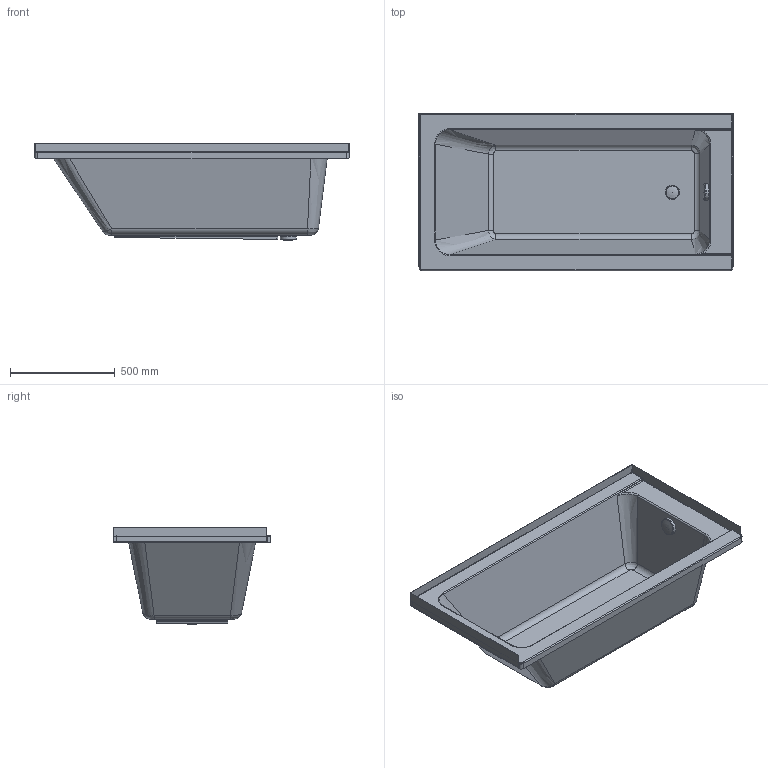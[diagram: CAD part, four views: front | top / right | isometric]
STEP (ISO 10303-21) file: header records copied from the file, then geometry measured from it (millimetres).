
FILE_DESCRIPTION((''),'2;1');
FILE_NAME('700095_2_US.stp','2015-05-21T11:43:27',('Administrator'),(''),'Autodesk Inventor 2011','Autodesk Inventor 2011','');
FILE_SCHEMA(('CONFIG_CONTROL_DESIGN'));
Length unit declared in the file: millimetre
Products named in the file (6): 700095_2_US; 700095; Verschluss_Ueberlauf; Stopfen; Kelch; Aluminiumblech Wanne
Assembly tree (5 placements, depth 2):
  700095_2_US
    700095
    Verschluss_Ueberlauf
    Stopfen
    Kelch
    Aluminiumblech Wanne
Bounding box: 1502.54 x 751.27 x 467.19 mm (x, y, z)
Volume: 27157626 mm3; surface area: 4904689.2 mm2
Topology: 5 solids, 6 shells, 175 faces, 416 edges, 253 vertices
Faces by surface type: cylinder 62, plane 57, bspline 30, torus 21, cone 3, sphere 2
Full cylindrical faces by diameter (mm): 20 x1, 25 x1, 42 x1, 44 x1, 52 x1, 60 x1, 75 x1, 79 x1, 79.999 x1
Entity records: 7298 total; most frequent: CARTESIAN_POINT 3338, DIRECTION 776, ORIENTED_EDGE 770, EDGE_CURVE 385, AXIS2_PLACEMENT_3D 300, VERTEX_POINT 247, EDGE_LOOP 206, VECTOR 176
